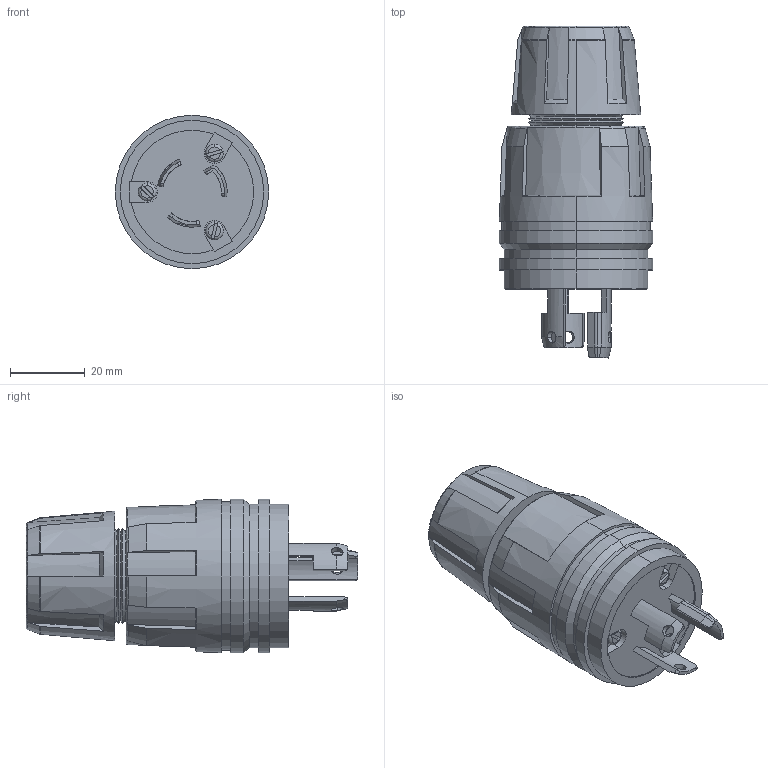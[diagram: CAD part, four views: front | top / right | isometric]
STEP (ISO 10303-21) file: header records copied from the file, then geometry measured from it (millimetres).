
FILE_DESCRIPTION (( 'STEP AP214' ), '1' );
FILE_NAME ('24W34BRY.STEP', '2014-06-19T13:52:16', ( '' ), ( '' ), 'SwSTEP 2.0', 'SolidWorks 2013', '' );
FILE_SCHEMA (( 'AUTOMOTIVE_DESIGN' ));
Length unit declared in the file: inch
Products named in the file (1): 24W34BRY
Bounding box: 41.02 x 88.82 x 41.02 mm (x, y, z)
Volume: 68249.8 mm3; surface area: 14748 mm2
Topology: 1 solids, 1 shells, 215 faces, 560 edges, 361 vertices
Faces by surface type: plane 88, cone 60, cylinder 50, torus 17
Entity records: 8894 total; most frequent: CARTESIAN_POINT 1603, DIRECTION 1175, ORIENTED_EDGE 1120, EDGE_CURVE 560, AXIS2_PLACEMENT_3D 449, VERTEX_POINT 361, VECTOR 277, LINE 277
